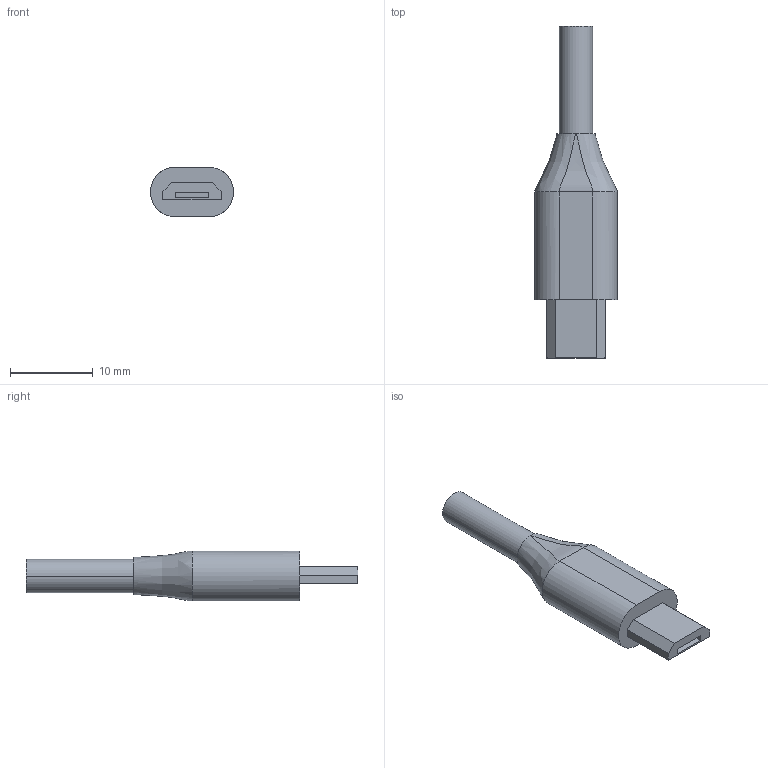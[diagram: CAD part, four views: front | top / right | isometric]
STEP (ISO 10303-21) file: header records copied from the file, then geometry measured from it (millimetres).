
FILE_DESCRIPTION(('CATIA V5 STEP'),'2;1');
FILE_NAME('USB micro B.stp','2017-04-12T08:13:50+00:00',('none'),('none'),'CATIA Version 5-6 Release 2014 SP5','CATIA V5 STEP AP203','none');
FILE_SCHEMA(('CONFIG_CONTROL_DESIGN'));
Length unit declared in the file: millimetre
Products named in the file (1): AOH 10498 0000 00 MP
Bounding box: 10 x 40 x 6 mm (x, y, z)
Volume: 1128.6 mm3; surface area: 909 mm2
Topology: 1 solids, 1 shells, 25 faces, 56 edges, 36 vertices
Faces by surface type: plane 17, cylinder 4, bspline 4
Entity records: 1033 total; most frequent: CARTESIAN_POINT 472, ORIENTED_EDGE 112, DIRECTION 84, EDGE_CURVE 56, VECTOR 40, LINE 40, VERTEX_POINT 36, EDGE_LOOP 28
